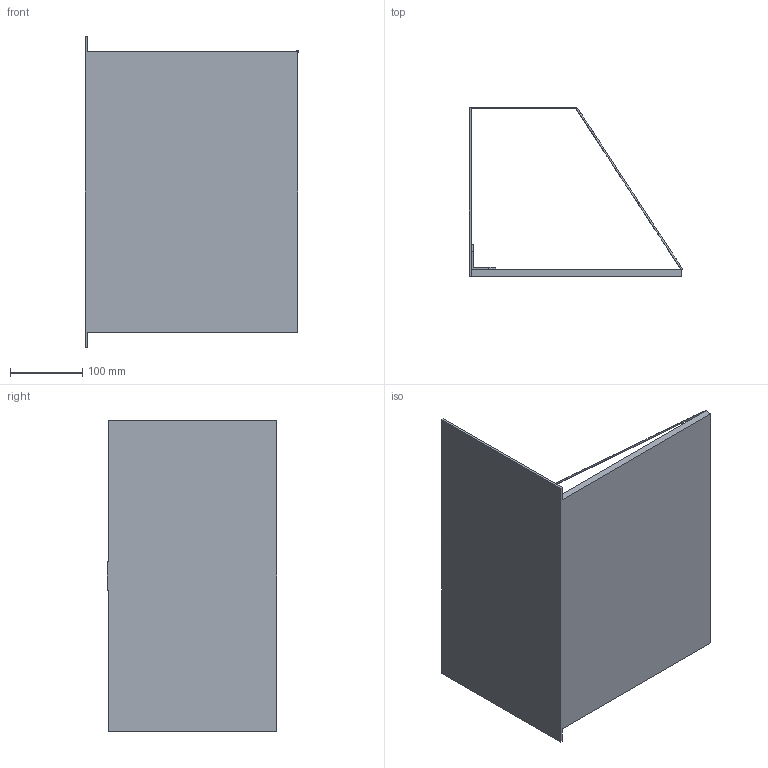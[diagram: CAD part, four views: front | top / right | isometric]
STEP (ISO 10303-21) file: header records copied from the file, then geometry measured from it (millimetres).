
FILE_DESCRIPTION(('FreeCAD Model'),'2;1');
FILE_NAME('Open CASCADE Shape Model','2025-05-07T18:28:26',('FreeCAD'),( 'FreeCAD'),'Open CASCADE STEP processor 7.6','FreeCAD','Unknown');
FILE_SCHEMA(('AUTOMOTIVE_DESIGN { 1 0 10303 214 1 1 1 1 }'));
Length unit declared in the file: millimetre
Products named in the file (1): Open CASCADE STEP translator 7.6 1
Bounding box: 296.19 x 234.43 x 430.62 mm (x, y, z)
Volume: 1409532.7 mm3; surface area: 453009 mm2
Topology: 1 solids, 2 shells, 37 faces, 93 edges, 62 vertices
Faces by surface type: bspline 37
Entity records: 1145 total; most frequent: CARTESIAN_POINT 565, ORIENTED_EDGE 184, EDGE_CURVE 93, B_SPLINE_CURVE_WITH_KNOTS 75, VERTEX_POINT 62, FACE_BOUND 41, EDGE_LOOP 41, ADVANCED_FACE 37
